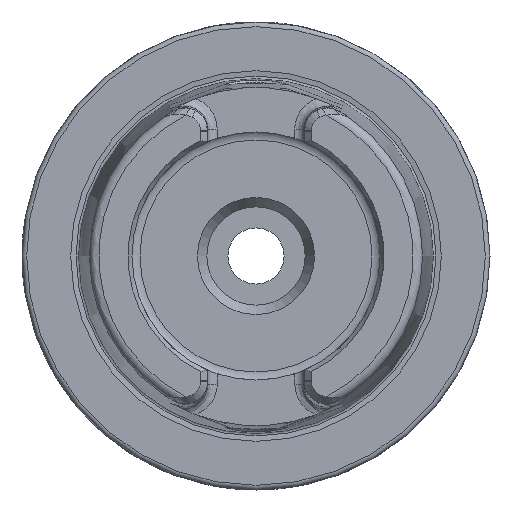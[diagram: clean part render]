
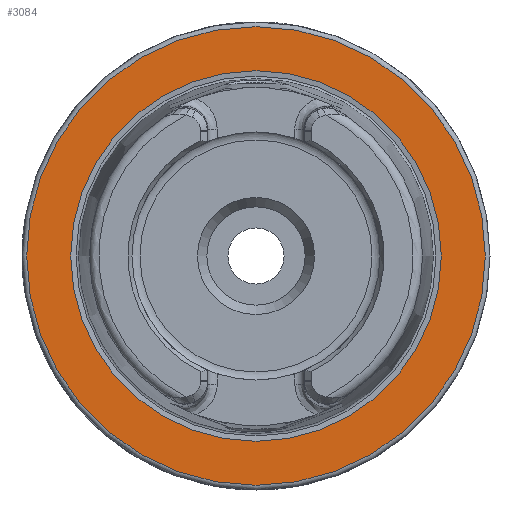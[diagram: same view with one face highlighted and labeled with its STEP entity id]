
A CAD part, left-side view. The second image highlights one B-rep face of the part: STEP entity #3084.
In plain terms, the highlighted planar face has unit normal (-1, 0, 0).
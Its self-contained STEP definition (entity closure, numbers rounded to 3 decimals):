
#118=FACE_BOUND('',#671,.T.);
#304=PLANE('',#3375);
#489=FACE_OUTER_BOUND('',#670,.T.);
#670=EDGE_LOOP('',(#2862,#2863));
#671=EDGE_LOOP('',(#2864,#2865));
#1148=CIRCLE('',#3373,39.587);
#1149=CIRCLE('',#3374,39.587);
#1150=CIRCLE('',#3376,49.);
#1151=CIRCLE('',#3377,49.);
#1467=VERTEX_POINT('',#8467);
#1468=VERTEX_POINT('',#8469);
#1469=VERTEX_POINT('',#8473);
#1470=VERTEX_POINT('',#8474);
#1936=EDGE_CURVE('',#1468,#1467,#1148,.T.);
#1937=EDGE_CURVE('',#1467,#1468,#1149,.T.);
#1938=EDGE_CURVE('',#1469,#1470,#1150,.T.);
#1939=EDGE_CURVE('',#1470,#1469,#1151,.T.);
#2862=ORIENTED_EDGE('',*,*,#1938,.F.);
#2863=ORIENTED_EDGE('',*,*,#1939,.F.);
#2864=ORIENTED_EDGE('',*,*,#1936,.T.);
#2865=ORIENTED_EDGE('',*,*,#1937,.T.);
#3084=ADVANCED_FACE('',(#489,#118),#304,.T.);
#3373=AXIS2_PLACEMENT_3D('',#8470,#4079,#4080);
#3374=AXIS2_PLACEMENT_3D('',#8471,#4081,#4082);
#3375=AXIS2_PLACEMENT_3D('',#8472,#4083,#4084);
#3376=AXIS2_PLACEMENT_3D('',#8475,#4085,#4086);
#3377=AXIS2_PLACEMENT_3D('',#8476,#4087,#4088);
#4079=DIRECTION('center_axis',(1.,0.,0.));
#4080=DIRECTION('ref_axis',(0.,0.,-1.));
#4081=DIRECTION('center_axis',(1.,0.,0.));
#4082=DIRECTION('ref_axis',(0.,0.,-1.));
#4083=DIRECTION('center_axis',(-1.,0.,0.));
#4084=DIRECTION('ref_axis',(0.,0.,1.));
#4085=DIRECTION('center_axis',(1.,0.,0.));
#4086=DIRECTION('ref_axis',(0.,0.,-1.));
#4087=DIRECTION('center_axis',(1.,0.,0.));
#4088=DIRECTION('ref_axis',(0.,0.,-1.));
#8467=CARTESIAN_POINT('',(0.,-39.587,0.));
#8469=CARTESIAN_POINT('',(0.,39.587,0.));
#8470=CARTESIAN_POINT('Origin',(0.,0.,0.));
#8471=CARTESIAN_POINT('Origin',(0.,0.,0.));
#8472=CARTESIAN_POINT('Origin',(0.,49.,
0.));
#8473=CARTESIAN_POINT('',(0.,49.,0.));
#8474=CARTESIAN_POINT('',(0.,0.,49.));
#8475=CARTESIAN_POINT('Origin',(0.,0.,0.));
#8476=CARTESIAN_POINT('Origin',(0.,0.,0.));
